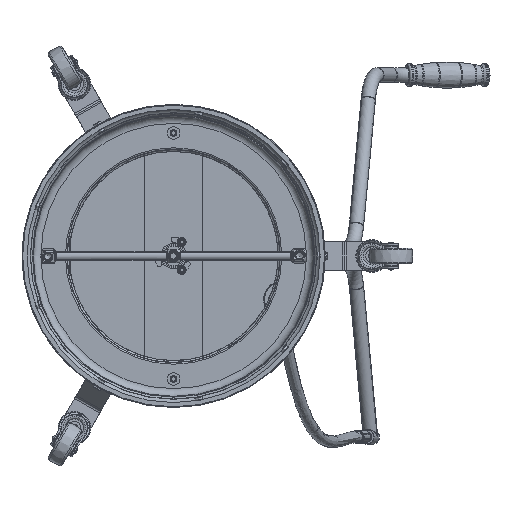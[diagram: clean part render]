
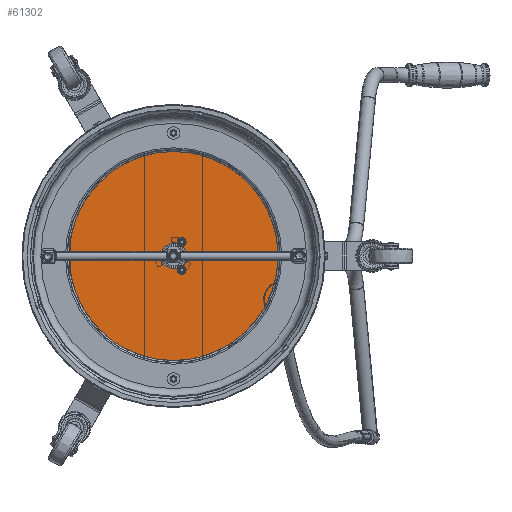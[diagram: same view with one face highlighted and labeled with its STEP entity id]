
A CAD part, front view. The second image highlights one B-rep face of the part: STEP entity #61302.
In plain terms, the highlighted planar face has unit normal (0, -1, 0).
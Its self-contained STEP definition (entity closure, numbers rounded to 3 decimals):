
#2409=PLANE('',#65863);
#3671=FACE_BOUND('',#10334,.T.);
#3672=FACE_BOUND('',#10335,.T.);
#3673=FACE_BOUND('',#10336,.T.);
#3674=FACE_BOUND('',#10337,.T.);
#3675=FACE_BOUND('',#10338,.T.);
#3676=FACE_BOUND('',#10339,.T.);
#6715=FACE_OUTER_BOUND('',#10333,.T.);
#10333=EDGE_LOOP('',(#52783,#52784));
#10334=EDGE_LOOP('',(#52785,#52786));
#10335=EDGE_LOOP('',(#52787,#52788));
#10336=EDGE_LOOP('',(#52789,#52790));
#10337=EDGE_LOOP('',(#52791,#52792));
#10338=EDGE_LOOP('',(#52793,#52794));
#10339=EDGE_LOOP('',(#52795));
#13198=CIRCLE('',#62189,4.45);
#13199=CIRCLE('',#62190,4.45);
#13225=CIRCLE('',#62250,4.45);
#13226=CIRCLE('',#62251,4.45);
#13252=CIRCLE('',#62311,4.45);
#13253=CIRCLE('',#62312,4.45);
#13278=CIRCLE('',#62371,4.45);
#13279=CIRCLE('',#62372,4.45);
#13288=CIRCLE('',#62393,4.45);
#13289=CIRCLE('',#62394,4.45);
#14568=CIRCLE('',#65090,17.5);
#14877=CIRCLE('',#65857,144.481);
#14882=CIRCLE('',#65862,144.481);
#22846=VERTEX_POINT('',#82158);
#22847=VERTEX_POINT('',#82160);
#22893=VERTEX_POINT('',#82383);
#22894=VERTEX_POINT('',#82385);
#22940=VERTEX_POINT('',#82608);
#22941=VERTEX_POINT('',#82610);
#22990=VERTEX_POINT('',#82817);
#22991=VERTEX_POINT('',#82819);
#23012=VERTEX_POINT('',#82907);
#23013=VERTEX_POINT('',#82909);
#26945=VERTEX_POINT('',#123015);
#27623=VERTEX_POINT('',#126133);
#27624=VERTEX_POINT('',#126134);
#28765=EDGE_CURVE('',#22847,#22846,#13198,.T.);
#28766=EDGE_CURVE('',#22846,#22847,#13199,.T.);
#28843=EDGE_CURVE('',#22894,#22893,#13225,.T.);
#28844=EDGE_CURVE('',#22893,#22894,#13226,.T.);
#28921=EDGE_CURVE('',#22941,#22940,#13252,.T.);
#28922=EDGE_CURVE('',#22940,#22941,#13253,.T.);
#28998=EDGE_CURVE('',#22991,#22990,#13278,.T.);
#28999=EDGE_CURVE('',#22990,#22991,#13279,.T.);
#29030=EDGE_CURVE('',#23013,#23012,#13288,.T.);
#29031=EDGE_CURVE('',#23012,#23013,#13289,.T.);
#35108=EDGE_CURVE('',#26945,#26945,#14568,.T.);
#36133=EDGE_CURVE('',#27623,#27624,#14877,.T.);
#36138=EDGE_CURVE('',#27624,#27623,#14882,.T.);
#52783=ORIENTED_EDGE('',*,*,#36133,.F.);
#52784=ORIENTED_EDGE('',*,*,#36138,.F.);
#52785=ORIENTED_EDGE('',*,*,#28765,.T.);
#52786=ORIENTED_EDGE('',*,*,#28766,.T.);
#52787=ORIENTED_EDGE('',*,*,#28843,.T.);
#52788=ORIENTED_EDGE('',*,*,#28844,.T.);
#52789=ORIENTED_EDGE('',*,*,#28921,.T.);
#52790=ORIENTED_EDGE('',*,*,#28922,.T.);
#52791=ORIENTED_EDGE('',*,*,#28998,.T.);
#52792=ORIENTED_EDGE('',*,*,#28999,.T.);
#52793=ORIENTED_EDGE('',*,*,#29030,.T.);
#52794=ORIENTED_EDGE('',*,*,#29031,.T.);
#52795=ORIENTED_EDGE('',*,*,#35108,.T.);
#61302=ADVANCED_FACE('',(#6715,#3671,#3672,#3673,#3674,#3675,#3676),#2409,
 .T.);
#62189=AXIS2_PLACEMENT_3D('',#82161,#67840,#67841);
#62190=AXIS2_PLACEMENT_3D('',#82162,#67842,#67843);
#62250=AXIS2_PLACEMENT_3D('',#82386,#67988,#67989);
#62251=AXIS2_PLACEMENT_3D('',#82387,#67990,#67991);
#62311=AXIS2_PLACEMENT_3D('',#82611,#68136,#68137);
#62312=AXIS2_PLACEMENT_3D('',#82612,#68138,#68139);
#62371=AXIS2_PLACEMENT_3D('',#82820,#68283,#68284);
#62372=AXIS2_PLACEMENT_3D('',#82821,#68285,#68286);
#62393=AXIS2_PLACEMENT_3D('',#82910,#68337,#68338);
#62394=AXIS2_PLACEMENT_3D('',#82911,#68339,#68340);
#65090=AXIS2_PLACEMENT_3D('',#123017,#76409,#76410);
#65857=AXIS2_PLACEMENT_3D('',#126135,#78316,#78317);
#65862=AXIS2_PLACEMENT_3D('',#126143,#78326,#78327);
#65863=AXIS2_PLACEMENT_3D('',#126144,#78328,#78329);
#67840=DIRECTION('center_axis',(0.,1.,0.));
#67841=DIRECTION('ref_axis',(-0.5,0.,0.866));
#67842=DIRECTION('center_axis',(0.,1.,0.));
#67843=DIRECTION('ref_axis',(-0.5,0.,0.866));
#67988=DIRECTION('center_axis',(0.,1.,0.));
#67989=DIRECTION('ref_axis',(-0.5,0.,-0.866));
#67990=DIRECTION('center_axis',(0.,1.,0.));
#67991=DIRECTION('ref_axis',(-0.5,0.,-0.866));
#68136=DIRECTION('center_axis',(0.,1.,0.));
#68137=DIRECTION('ref_axis',(1.,0.,0.));
#68138=DIRECTION('center_axis',(0.,1.,0.));
#68139=DIRECTION('ref_axis',(1.,0.,0.));
#68283=DIRECTION('center_axis',(0.,1.,0.));
#68284=DIRECTION('ref_axis',(1.,0.,0.));
#68285=DIRECTION('center_axis',(0.,1.,0.));
#68286=DIRECTION('ref_axis',(1.,0.,0.));
#68337=DIRECTION('center_axis',(0.,1.,0.));
#68338=DIRECTION('ref_axis',(1.,0.,0.));
#68339=DIRECTION('center_axis',(0.,1.,0.));
#68340=DIRECTION('ref_axis',(1.,0.,0.));
#76409=DIRECTION('center_axis',(0.,1.,0.));
#76410=DIRECTION('ref_axis',(-1.,0.,0.));
#78316=DIRECTION('center_axis',(0.,1.,0.));
#78317=DIRECTION('ref_axis',(-1.,0.,0.));
#78326=DIRECTION('center_axis',(0.,1.,0.));
#78327=DIRECTION('ref_axis',(-1.,0.,0.));
#78328=DIRECTION('center_axis',(0.,-1.,0.));
#78329=DIRECTION('ref_axis',(0.,0.,
-1.));
#82158=CARTESIAN_POINT('',(-20.287,41.7,-3.861));
#82160=CARTESIAN_POINT('',(-24.737,41.7,3.847));
#82161=CARTESIAN_POINT('Origin',(-22.512,41.7,-0.007));
#82162=CARTESIAN_POINT('Origin',(-22.512,41.7,-0.007));
#82383=CARTESIAN_POINT('',(13.487,41.7,-15.639));
#82385=CARTESIAN_POINT('',(9.037,41.7,-23.347));
#82386=CARTESIAN_POINT('Origin',(11.262,41.7,-19.493));
#82387=CARTESIAN_POINT('Origin',(11.262,41.7,-19.493));
#82608=CARTESIAN_POINT('',(6.8,41.7,19.5));
#82610=CARTESIAN_POINT('',(15.7,41.7,19.5));
#82611=CARTESIAN_POINT('Origin',(11.25,41.7,19.5));
#82612=CARTESIAN_POINT('Origin',(11.25,41.7,19.5));
#82817=CARTESIAN_POINT('',(125.55,41.7,0.));
#82819=CARTESIAN_POINT('',(134.45,41.7,0.));
#82820=CARTESIAN_POINT('Origin',(130.,41.7,0.));
#82821=CARTESIAN_POINT('Origin',(130.,41.7,0.));
#82907=CARTESIAN_POINT('',(-134.45,41.7,0.));
#82909=CARTESIAN_POINT('',(-125.55,41.7,0.));
#82910=CARTESIAN_POINT('Origin',(-130.,41.7,0.));
#82911=CARTESIAN_POINT('Origin',(-130.,41.7,0.));
#123015=CARTESIAN_POINT('',(17.5,41.7,0.));
#123017=CARTESIAN_POINT('Origin',(0.,41.7,
0.));
#126133=CARTESIAN_POINT('',(-144.481,41.7,0.));
#126134=CARTESIAN_POINT('',(0.,41.7,-144.481));
#126135=CARTESIAN_POINT('Origin',(0.,41.7,
0.));
#126143=CARTESIAN_POINT('Origin',(0.,41.7,
0.));
#126144=CARTESIAN_POINT('Origin',(-72.241,41.7,0.));
